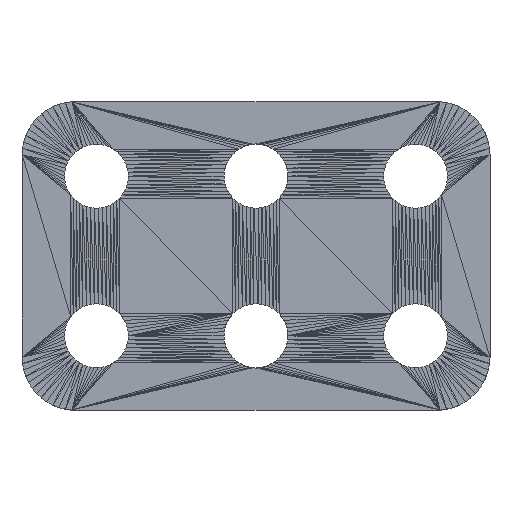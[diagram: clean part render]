
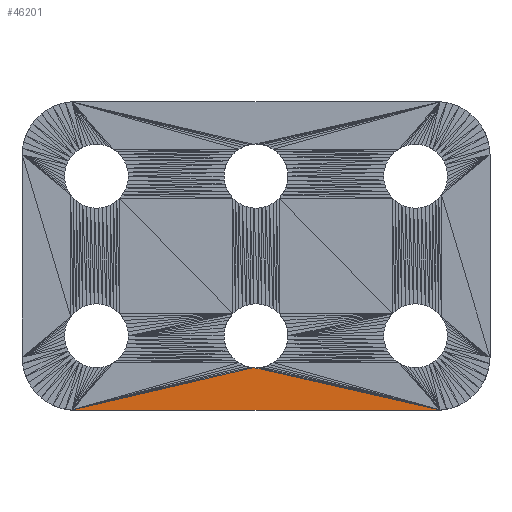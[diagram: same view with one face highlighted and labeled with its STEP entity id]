
A CAD part, top view. The second image highlights one B-rep face of the part: STEP entity #46201.
In plain terms, the highlighted planar face has unit normal (0, 0, 1).
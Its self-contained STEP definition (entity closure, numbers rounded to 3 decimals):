
#32974 = VERTEX_POINT('',#32975);
#32975 = CARTESIAN_POINT('',(-0.188,-10.494,3.));
#33015 = PLANE('',#33016);
#33016 = AXIS2_PLACEMENT_3D('',#33017,#33018,#33019);
#33017 = CARTESIAN_POINT('',(8.565,-12.471,3.));
#33018 = DIRECTION('',(0.,0.,1.));
#33019 = DIRECTION('',(1.,0.,-0.));
#33131 = PLANE('',#33132);
#33132 = AXIS2_PLACEMENT_3D('',#33133,#33134,#33135);
#33133 = CARTESIAN_POINT('',(-8.753,-12.459,3.));
#33134 = DIRECTION('',(0.,0.,1.));
#33135 = DIRECTION('',(0.,1.,0.));
#44609 = VERTEX_POINT('',#44610);
#44610 = CARTESIAN_POINT('',(17.314,-14.49,3.));
#45445 = EDGE_CURVE('',#32974,#44609,#45446,.T.);
#45446 = SURFACE_CURVE('',#45447,(#45451,#45458),.PCURVE_S1.);
#45447 = LINE('',#45448,#45449);
#45448 = CARTESIAN_POINT('',(-0.188,-10.494,3.));
#45449 = VECTOR('',#45450,1.);
#45450 = DIRECTION('',(0.975,-0.223,0.));
#45451 = PCURVE('',#33015,#45452);
#45452 = DEFINITIONAL_REPRESENTATION('',(#45453),#45457);
#45453 = LINE('',#45454,#45455);
#45454 = CARTESIAN_POINT('',(-8.754,1.977));
#45455 = VECTOR('',#45456,1.);
#45456 = DIRECTION('',(0.975,-0.223));
#45457 = ( GEOMETRIC_REPRESENTATION_CONTEXT(2) 
PARAMETRIC_REPRESENTATION_CONTEXT() REPRESENTATION_CONTEXT('2D SPACE',''
  ) );
#45458 = PCURVE('',#45459,#45464);
#45459 = PLANE('',#45460);
#45460 = AXIS2_PLACEMENT_3D('',#45461,#45462,#45463);
#45461 = CARTESIAN_POINT('',(-0.002,-13.478,3.));
#45462 = DIRECTION('',(0.,0.,1.));
#45463 = DIRECTION('',(1.,0.,-0.));
#45464 = DEFINITIONAL_REPRESENTATION('',(#45465),#45469);
#45465 = LINE('',#45466,#45467);
#45466 = CARTESIAN_POINT('',(-0.186,2.984));
#45467 = VECTOR('',#45468,1.);
#45468 = DIRECTION('',(0.975,-0.223));
#45469 = ( GEOMETRIC_REPRESENTATION_CONTEXT(2) 
PARAMETRIC_REPRESENTATION_CONTEXT() REPRESENTATION_CONTEXT('2D SPACE',''
  ) );
#45476 = EDGE_CURVE('',#45477,#32974,#45479,.T.);
#45477 = VERTEX_POINT('',#45478);
#45478 = CARTESIAN_POINT('',(-17.314,-14.49,3.));
#45479 = SURFACE_CURVE('',#45480,(#45484,#45491),.PCURVE_S1.);
#45480 = LINE('',#45481,#45482);
#45481 = CARTESIAN_POINT('',(-17.314,-14.49,3.));
#45482 = VECTOR('',#45483,1.);
#45483 = DIRECTION('',(0.974,0.227,0.));
#45484 = PCURVE('',#33131,#45485);
#45485 = DEFINITIONAL_REPRESENTATION('',(#45486),#45490);
#45486 = LINE('',#45487,#45488);
#45487 = CARTESIAN_POINT('',(-2.031,8.561));
#45488 = VECTOR('',#45489,1.);
#45489 = DIRECTION('',(0.227,-0.974));
#45490 = ( GEOMETRIC_REPRESENTATION_CONTEXT(2) 
PARAMETRIC_REPRESENTATION_CONTEXT() REPRESENTATION_CONTEXT('2D SPACE',''
  ) );
#45491 = PCURVE('',#45459,#45492);
#45492 = DEFINITIONAL_REPRESENTATION('',(#45493),#45497);
#45493 = LINE('',#45494,#45495);
#45494 = CARTESIAN_POINT('',(-17.312,-1.012));
#45495 = VECTOR('',#45496,1.);
#45496 = DIRECTION('',(0.974,0.227));
#45497 = ( GEOMETRIC_REPRESENTATION_CONTEXT(2) 
PARAMETRIC_REPRESENTATION_CONTEXT() REPRESENTATION_CONTEXT('2D SPACE',''
  ) );
#46201 = ADVANCED_FACE('',(#46202),#45459,.T.);
#46202 = FACE_BOUND('',#46203,.T.);
#46203 = EDGE_LOOP('',(#46204,#46205,#46231));
#46204 = ORIENTED_EDGE('',*,*,#45476,.F.);
#46205 = ORIENTED_EDGE('',*,*,#46206,.T.);
#46206 = EDGE_CURVE('',#45477,#44609,#46207,.T.);
#46207 = SURFACE_CURVE('',#46208,(#46212,#46219),.PCURVE_S1.);
#46208 = LINE('',#46209,#46210);
#46209 = CARTESIAN_POINT('',(-17.314,-14.49,3.));
#46210 = VECTOR('',#46211,1.);
#46211 = DIRECTION('',(1.,0.,0.));
#46212 = PCURVE('',#45459,#46213);
#46213 = DEFINITIONAL_REPRESENTATION('',(#46214),#46218);
#46214 = LINE('',#46215,#46216);
#46215 = CARTESIAN_POINT('',(-17.312,-1.012));
#46216 = VECTOR('',#46217,1.);
#46217 = DIRECTION('',(1.,0.));
#46218 = ( GEOMETRIC_REPRESENTATION_CONTEXT(2) 
PARAMETRIC_REPRESENTATION_CONTEXT() REPRESENTATION_CONTEXT('2D SPACE',''
  ) );
#46219 = PCURVE('',#46220,#46225);
#46220 = PLANE('',#46221);
#46221 = AXIS2_PLACEMENT_3D('',#46222,#46223,#46224);
#46222 = CARTESIAN_POINT('',(-0.718,-14.49,
    2.218));
#46223 = DIRECTION('',(0.,-1.,0.));
#46224 = DIRECTION('',(0.,0.,-1.));
#46225 = DEFINITIONAL_REPRESENTATION('',(#46226),#46230);
#46226 = LINE('',#46227,#46228);
#46227 = CARTESIAN_POINT('',(-0.782,-16.596));
#46228 = VECTOR('',#46229,1.);
#46229 = DIRECTION('',(0.,1.));
#46230 = ( GEOMETRIC_REPRESENTATION_CONTEXT(2) 
PARAMETRIC_REPRESENTATION_CONTEXT() REPRESENTATION_CONTEXT('2D SPACE',''
  ) );
#46231 = ORIENTED_EDGE('',*,*,#45445,.F.);
